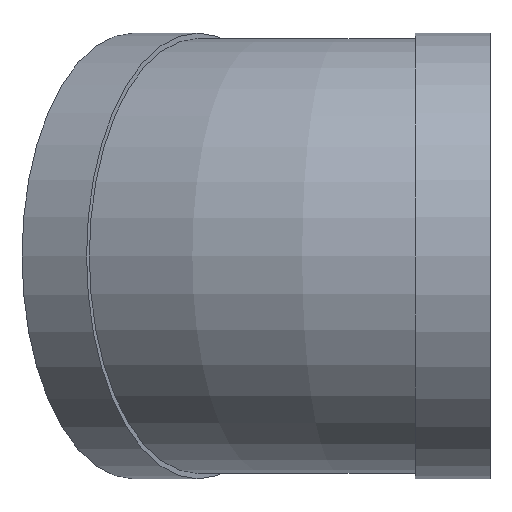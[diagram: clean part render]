
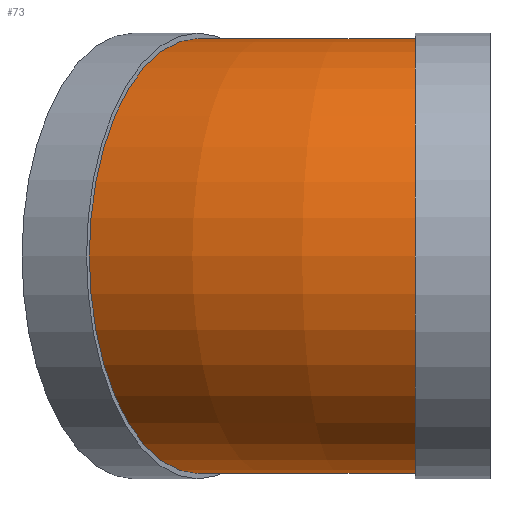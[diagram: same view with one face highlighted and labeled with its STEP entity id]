
A CAD part, left-side view. The second image highlights one B-rep face of the part: STEP entity #73.
In plain terms, the highlighted toroidal (fillet/blend) face has major radius 315 mm and minor radius 157.5 mm.
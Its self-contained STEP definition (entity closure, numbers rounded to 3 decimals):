
#73 = ADVANCED_FACE( '', ( #142, #143 ), #144, .T. );
#142 = FACE_OUTER_BOUND( '', #204, .T. );
#143 = FACE_OUTER_BOUND( '', #205, .T. );
#144 = TOROIDAL_SURFACE( '', #206, 315., 157.5 );
#204 = EDGE_LOOP( '', ( #268 ) );
#205 = EDGE_LOOP( '', ( #269 ) );
#206 = AXIS2_PLACEMENT_3D( '', #270, #271, #272 );
#268 = ORIENTED_EDGE( '', *, *, #316, .T. );
#269 = ORIENTED_EDGE( '', *, *, #303, .F. );
#270 = CARTESIAN_POINT( '', ( 315., 54., 0. ) );
#271 = DIRECTION( '', ( 0., 0., -1. ) );
#272 = DIRECTION( '', ( -1., 0., 0. ) );
#303 = EDGE_CURVE( '', #330, #330, #331, .T. );
#316 = EDGE_CURVE( '', #350, #350, #351, .T. );
#330 = VERTEX_POINT( '', #366 );
#331 = CIRCLE( '', #367, 157.5 );
#350 = VERTEX_POINT( '', #386 );
#351 = CIRCLE( '', #387, 157.5 );
#366 = CARTESIAN_POINT( '', ( 178.601, 132.75, 0. ) );
#367 = AXIS2_PLACEMENT_3D( '', #403, #404, #405 );
#386 = CARTESIAN_POINT( '', ( 157.5, 54., 0. ) );
#387 = AXIS2_PLACEMENT_3D( '', #424, #425, #426 );
#403 = CARTESIAN_POINT( '', ( 42.202, 211.5, 0. ) );
#404 = DIRECTION( '', ( 0.5, 0.866, 0. ) );
#405 = DIRECTION( '', ( 0.866, -0.5, 0. ) );
#424 = CARTESIAN_POINT( '', ( 0., 54., 0. ) );
#425 = DIRECTION( '', ( 0., 1., 0. ) );
#426 = DIRECTION( '', ( 1., 0., 0. ) );
